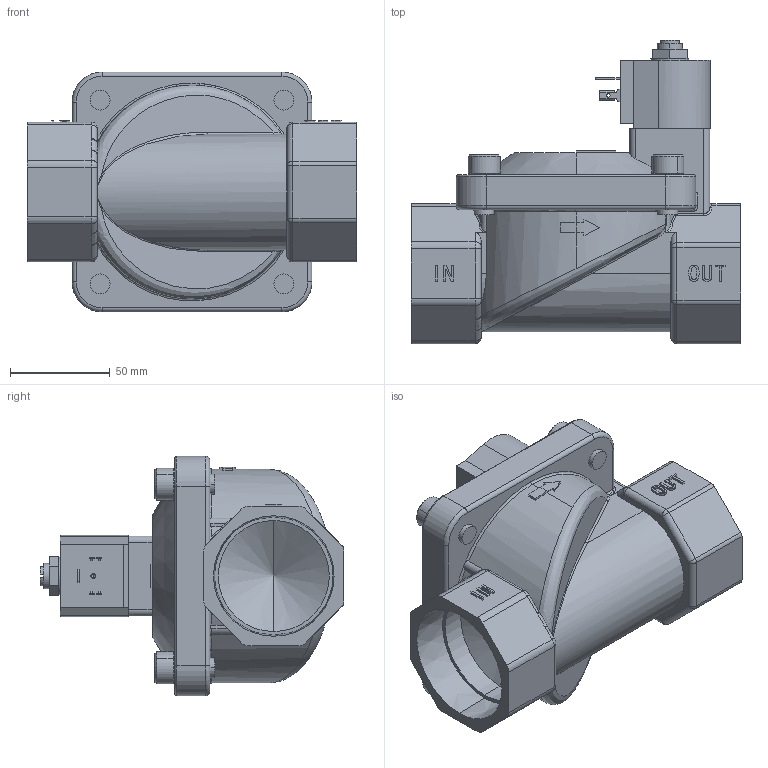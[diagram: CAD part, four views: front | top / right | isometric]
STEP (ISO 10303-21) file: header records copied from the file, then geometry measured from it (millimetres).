
FILE_DESCRIPTION (( 'STEP AP203' ), '1' );
FILE_NAME ('NS711YH16C9JJ7.step', '2025-03-04T18:00:09', ( '' ), ( '' ), 'SwSTEP 2.0', 'SolidWorks 2024', '' );
FILE_SCHEMA (( 'CONFIG_CONTROL_DESIGN' ));
Length unit declared in the file: millimetre
Products named in the file (1): NS711YH16C9JJ7
Bounding box: 165 x 151.87 x 120 mm (x, y, z)
Volume: 916779 mm3; surface area: 94910.6 mm2
Topology: 1 solids, 1 shells, 474 faces, 1155 edges, 702 vertices
Faces by surface type: plane 206, cylinder 135, cone 57, bspline 42, torus 23, sphere 11
Entity records: 17393 total; most frequent: CARTESIAN_POINT 6583, ORIENTED_EDGE 2286, DIRECTION 2157, EDGE_CURVE 1143, AXIS2_PLACEMENT_3D 775, VERTEX_POINT 702, LINE 607, VECTOR 607
